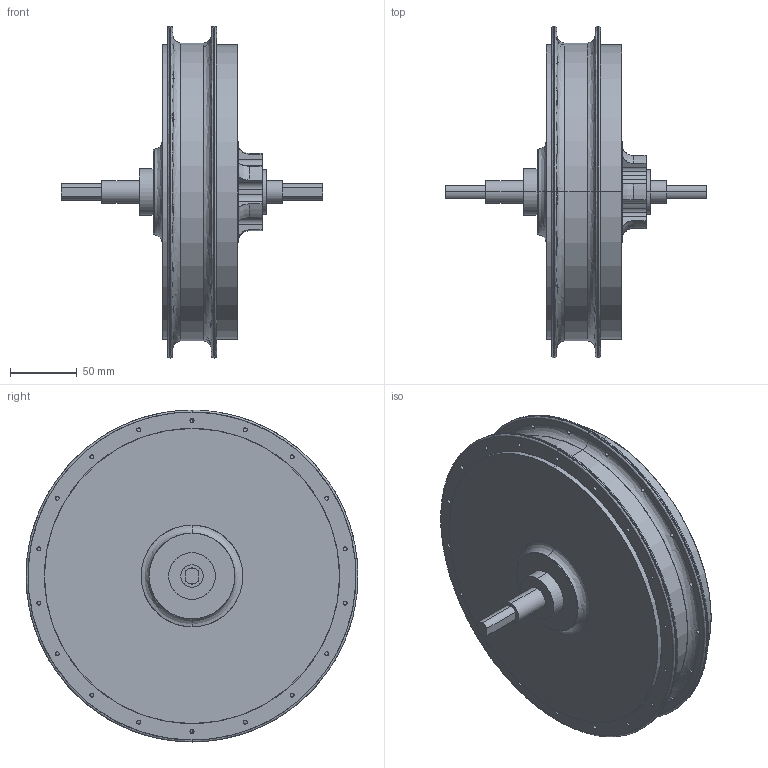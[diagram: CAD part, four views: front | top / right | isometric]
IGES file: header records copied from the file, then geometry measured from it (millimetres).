
Start section: SolidWorks IGES file using analytic representation for surfaces
Global section: file name: H3540R.IGS; native system: SolidWorks 2014; preprocessor: SolidWorks 2014; author: grin; date: 181228.011830; units: millimetre
Bounding box: 195.25 x 248 x 248 mm (x, y, z)
Surface area: 162158.6 mm2 (no closed solid volume)
Topology: 0 solids, 0 shells, 197 faces, 5136 edges, 5136 vertices
Faces by surface type: revolution 139, bspline 58
